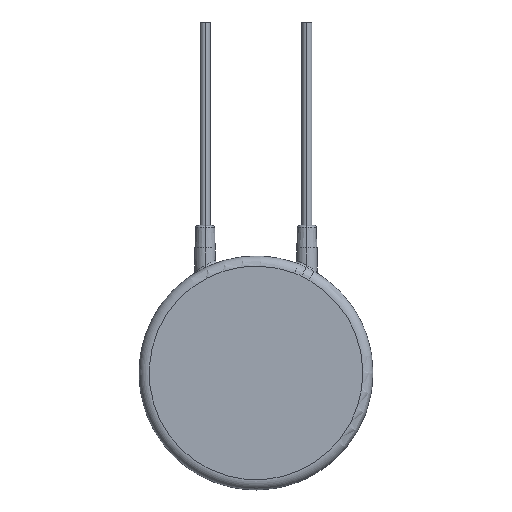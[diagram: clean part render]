
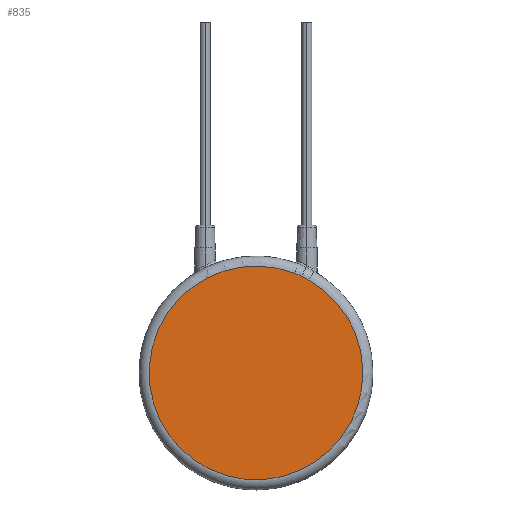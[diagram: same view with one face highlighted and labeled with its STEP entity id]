
A CAD part, top view. The second image highlights one B-rep face of the part: STEP entity #835.
In plain terms, the highlighted planar face has unit normal (0, 0, 1).
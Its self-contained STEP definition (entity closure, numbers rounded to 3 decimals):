
#50=CARTESIAN_POINT('',(0.,0.,4.8));
#51=DIRECTION('',(0.,0.,1.));
#52=DIRECTION('',(0.36,0.933,0.));
#53=AXIS2_PLACEMENT_3D('',#50,#51,#52);
#175=CARTESIAN_POINT('',(4.503,9.527,4.8));
#176=CARTESIAN_POINT('',(4.455,9.55,4.8));
#177=CARTESIAN_POINT('',(4.361,9.591,4.8));
#178=CARTESIAN_POINT('',(4.232,9.639,4.8));
#179=CARTESIAN_POINT('',(4.111,9.681,4.8));
#180=CARTESIAN_POINT('',(4.004,9.717,4.8));
#181=CARTESIAN_POINT('',(3.894,9.754,4.8));
#182=CARTESIAN_POINT('',(3.815,9.782,4.8));
#183=CARTESIAN_POINT('',(3.775,9.798,4.8));
#185=CARTESIAN_POINT('',(5.199,9.122,4.8));
#186=CARTESIAN_POINT('',(5.167,9.141,4.8));
#187=CARTESIAN_POINT('',(5.102,9.179,4.8));
#188=CARTESIAN_POINT('',(4.999,9.243,4.8));
#189=CARTESIAN_POINT('',(4.89,9.311,4.8));
#190=CARTESIAN_POINT('',(4.773,9.383,4.8));
#191=CARTESIAN_POINT('',(4.641,9.459,4.8));
#192=CARTESIAN_POINT('',(4.55,9.505,4.8));
#193=CARTESIAN_POINT('',(4.503,9.527,4.8));
#573=CARTESIAN_POINT('',(5.199,9.122,4.8));
#574=VERTEX_POINT('',#573);
#577=VERTEX_POINT('',#193);
#586=CARTESIAN_POINT('',(3.775,9.798,4.8));
#587=VERTEX_POINT('',#586);
#824=CARTESIAN_POINT('',(0.,0.,4.8));
#825=DIRECTION('',(0.,0.,1.));
#826=DIRECTION('',(1.,0.,0.));
#827=AXIS2_PLACEMENT_3D('',#824,#825,#826);
#828=PLANE('',#827);
#829=ORIENTED_EDGE('',*,*,#646,.F.);
#831=ORIENTED_EDGE('',*,*,#830,.F.);
#832=ORIENTED_EDGE('',*,*,#816,.F.);
#833=EDGE_LOOP('',(#829,#831,#832));
#834=FACE_OUTER_BOUND('',#833,.F.);
#54=CIRCLE('',#53,10.5);
#184=B_SPLINE_CURVE_WITH_KNOTS('',3,(#175,#176,#177,#178,#179,#180,#181,#182,
#183),.UNSPECIFIED.,.F.,.F.,(4,1,1,1,1,1,4),(0.,0.167,
0.333,0.5,0.667,0.833,1.),
.UNSPECIFIED.);
#194=B_SPLINE_CURVE_WITH_KNOTS('',3,(#185,#186,#187,#188,#189,#190,#191,#192,
#193),.UNSPECIFIED.,.F.,.F.,(4,1,1,1,1,1,4),(0.,0.167,
0.333,0.5,0.667,0.833,1.),
.UNSPECIFIED.);
#646=EDGE_CURVE('',#587,#574,#54,.T.);
#816=EDGE_CURVE('',#574,#577,#194,.T.);
#830=EDGE_CURVE('',#577,#587,#184,.T.);
#835=ADVANCED_FACE('',(#834),#828,.T.);
